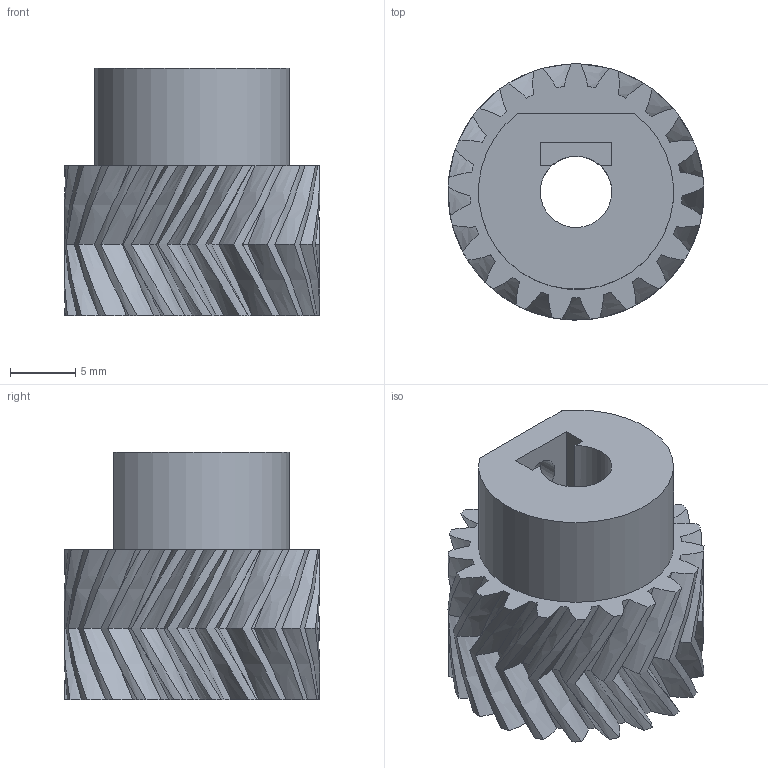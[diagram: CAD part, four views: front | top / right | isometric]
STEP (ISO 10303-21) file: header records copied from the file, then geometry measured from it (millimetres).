
FILE_DESCRIPTION(/* description */ (''),/* implementation_level */ '2;1');
FILE_NAME(/* name */ 'PTZ 21 Tooth Herringbone Gear v3.step',/* time_stamp */ '2020-12-13T18:31:20+00:00',/* author */ (''),/* organization */ (''),/* preprocessor_version */ 'ST-DEVELOPER v18.1',/* originating_system */ 'Autodesk Translation Framework v9.7.0.1280',/* authorisation */ '');
FILE_SCHEMA (('AUTOMOTIVE_DESIGN { 1 0 10303 214 3 1 1 }'));
Length unit declared in the file: millimetre
Products named in the file (1): PTZ 21 Tooth Herringbone Gear
Bounding box: 19.68 x 19.68 x 19 mm (x, y, z)
Volume: 3706.4 mm3; surface area: 2508.9 mm2
Topology: 1 solids, 1 shells, 161 faces, 432 edges, 274 vertices
Faces by surface type: bspline 126, cylinder 24, plane 11
Full cylindrical faces by diameter (mm): 3 x1, 5.5 x1
Entity records: 7007 total; most frequent: CARTESIAN_POINT 3272, ORIENTED_EDGE 864, DIRECTION 571, EDGE_CURVE 432, VERTEX_POINT 274, AXIS2_PLACEMENT_3D 273, B_SPLINE_CURVE_WITH_KNOTS 170, EDGE_LOOP 166
